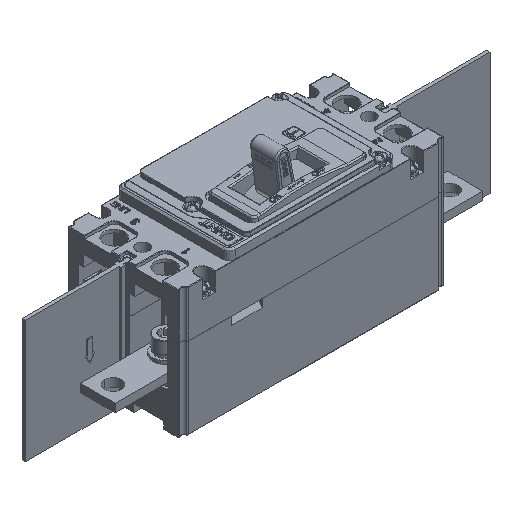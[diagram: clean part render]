
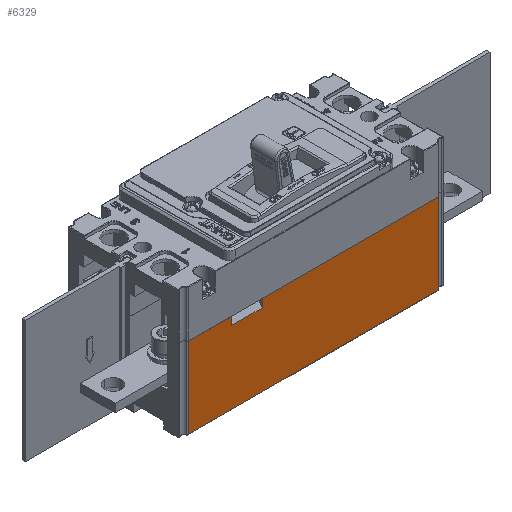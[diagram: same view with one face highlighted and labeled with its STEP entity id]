
A CAD part, isometric view. The second image highlights one B-rep face of the part: STEP entity #6329.
In plain terms, the highlighted planar face has unit normal (0, -1, 0).
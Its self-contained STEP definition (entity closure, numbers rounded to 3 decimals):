
#3302=PLANE('',#53305);
#6329=ADVANCED_FACE('',(#9712),#3302,.F.);
#9712=FACE_OUTER_BOUND('',#12642,.T.);
#12642=EDGE_LOOP('',(#27254,#27255,#27256,#27257,#27258,#27259,#27260,#27261));
#27254=ORIENTED_EDGE('',*,*,#39929,.T.);
#27255=ORIENTED_EDGE('',*,*,#39938,.F.);
#27256=ORIENTED_EDGE('',*,*,#39931,.T.);
#27257=ORIENTED_EDGE('',*,*,#39934,.T.);
#27258=ORIENTED_EDGE('',*,*,#39936,.F.);
#27259=ORIENTED_EDGE('',*,*,#39939,.T.);
#27260=ORIENTED_EDGE('',*,*,#39940,.T.);
#27261=ORIENTED_EDGE('',*,*,#39941,.T.);
#33061=VERTEX_POINT('',#86344);
#33065=VERTEX_POINT('',#86411);
#33067=VERTEX_POINT('',#86416);
#33068=VERTEX_POINT('',#86418);
#33070=VERTEX_POINT('',#86423);
#33071=VERTEX_POINT('',#86428);
#33072=VERTEX_POINT('',#86433);
#33073=VERTEX_POINT('',#86435);
#39929=EDGE_CURVE('',#33061,#33065,#44555,.T.);
#39931=EDGE_CURVE('',#33068,#33067,#44557,.T.);
#39934=EDGE_CURVE('',#33067,#33070,#44560,.T.);
#39936=EDGE_CURVE('',#33071,#33070,#44562,.T.);
#39938=EDGE_CURVE('',#33068,#33065,#44564,.T.);
#39939=EDGE_CURVE('',#33071,#33072,#44565,.T.);
#39940=EDGE_CURVE('',#33072,#33073,#44566,.T.);
#39941=EDGE_CURVE('',#33073,#33061,#44567,.T.);
#44555=LINE('',#86412,#49127);
#44557=LINE('',#86417,#49129);
#44560=LINE('',#86424,#49132);
#44562=LINE('',#86427,#49134);
#44564=LINE('',#86431,#49136);
#44565=LINE('',#86432,#49137);
#44566=LINE('',#86434,#49138);
#44567=LINE('',#86436,#49139);
#49127=VECTOR('',#65059,1.);
#49129=VECTOR('',#65063,1.);
#49132=VECTOR('',#65068,1.);
#49134=VECTOR('',#65072,1.);
#49136=VECTOR('',#65076,1.);
#49137=VECTOR('',#65077,1.);
#49138=VECTOR('',#65078,1.);
#49139=VECTOR('',#65079,1.);
#53305=AXIS2_PLACEMENT_3D('',#86437,#65080,#65081);
#65059=DIRECTION('',(0.,0.,1.));
#65063=DIRECTION('',(0.,0.,-1.));
#65068=DIRECTION('',(-1.,0.,0.));
#65072=DIRECTION('',(0.,0.,-1.));
#65076=DIRECTION('',(1.,0.,0.));
#65077=DIRECTION('',(-1.,0.,0.));
#65078=DIRECTION('',(0.,0.,-1.));
#65079=DIRECTION('',(1.,0.,0.));
#65080=DIRECTION('',(0.,1.,0.));
#65081=DIRECTION('',(-1.,0.,0.));
#86344=CARTESIAN_POINT('',(126.264,-1.5,-40.5));
#86411=CARTESIAN_POINT('',(126.264,-1.5,-1.));
#86412=CARTESIAN_POINT('',(126.264,-1.5,-40.5));
#86416=CARTESIAN_POINT('',(40.,-1.5,-5.));
#86417=CARTESIAN_POINT('',(40.,-1.5,-1.));
#86418=CARTESIAN_POINT('',(40.,-1.5,-1.));
#86423=CARTESIAN_POINT('',(25.,-1.5,-5.));
#86424=CARTESIAN_POINT('',(40.,-1.5,-5.));
#86427=CARTESIAN_POINT('',(25.,-1.5,-1.));
#86428=CARTESIAN_POINT('',(25.,-1.5,-1.));
#86431=CARTESIAN_POINT('',(40.,-1.5,-1.));
#86432=CARTESIAN_POINT('',(25.,-1.5,-1.));
#86433=CARTESIAN_POINT('',(3.736,-1.5,-1.));
#86434=CARTESIAN_POINT('',(3.736,-1.5,-1.));
#86435=CARTESIAN_POINT('',(3.736,-1.5,-40.5));
#86436=CARTESIAN_POINT('',(3.736,-1.5,-40.5));
#86437=CARTESIAN_POINT('',(130.,-1.5,-1.));
